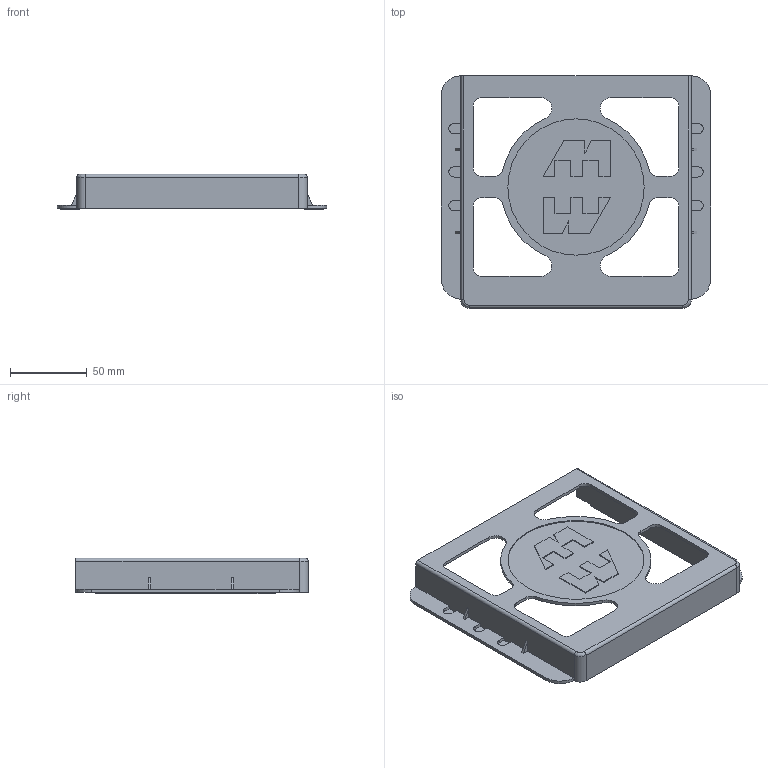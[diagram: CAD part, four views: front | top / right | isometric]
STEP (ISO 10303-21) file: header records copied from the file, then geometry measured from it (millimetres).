
FILE_DESCRIPTION (( 'STEP AP214' ), '1' );
FILE_NAME ('PKT66.STEP', '2019-07-16T14:18:31', ( '' ), ( '' ), 'SwSTEP 2.0', 'SolidWorks 2018', '' );
FILE_SCHEMA (( 'AUTOMOTIVE_DESIGN' ));
Length unit declared in the file: inch
Products named in the file (1): PKT66
Bounding box: 175.72 x 151.66 x 23.27 mm (x, y, z)
Volume: 58183.8 mm3; surface area: 62538.2 mm2
Topology: 1 solids, 1 shells, 158 faces, 453 edges, 300 vertices
Faces by surface type: plane 109, cylinder 47, bspline 2
Entity records: 5441 total; most frequent: CARTESIAN_POINT 984, ORIENTED_EDGE 906, DIRECTION 859, EDGE_CURVE 453, LINE 357, VECTOR 357, VERTEX_POINT 300, AXIS2_PLACEMENT_3D 251
